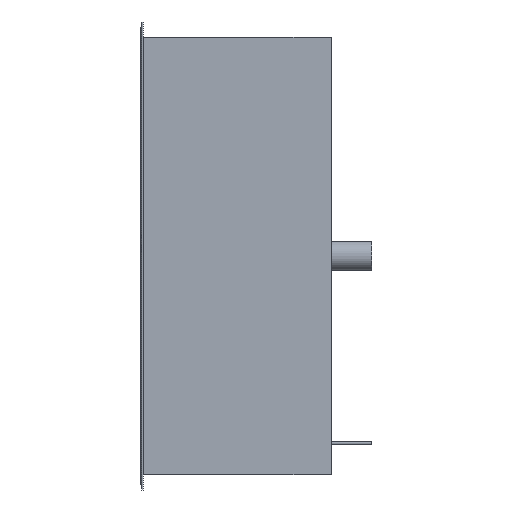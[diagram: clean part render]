
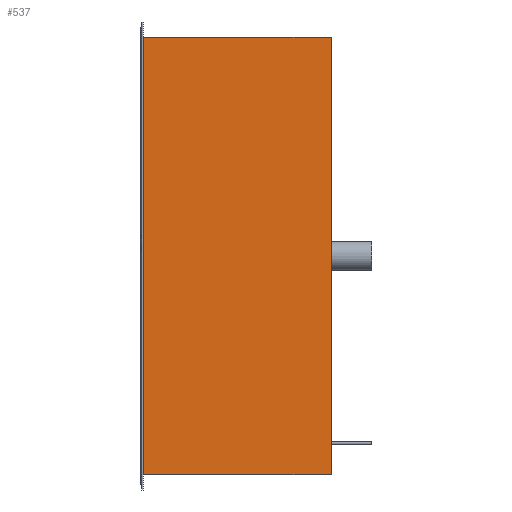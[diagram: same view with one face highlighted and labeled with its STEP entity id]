
A CAD part, left-side view. The second image highlights one B-rep face of the part: STEP entity #537.
In plain terms, the highlighted planar face has unit normal (-1, 0, 0).
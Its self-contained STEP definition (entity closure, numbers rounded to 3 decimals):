
#62=FACE_OUTER_BOUND('',#96,.T.);
#96=EDGE_LOOP('',(#457,#458,#459,#460));
#143=LINE('',#862,#202);
#155=LINE('',#889,#214);
#156=LINE('',#890,#215);
#157=LINE('',#891,#216);
#202=VECTOR('',#704,10.);
#214=VECTOR('',#736,10.);
#215=VECTOR('',#737,10.);
#216=VECTOR('',#738,10.);
#261=VERTEX_POINT('',#860);
#262=VERTEX_POINT('',#861);
#266=VERTEX_POINT('',#887);
#267=VERTEX_POINT('',#888);
#321=EDGE_CURVE('',#261,#262,#143,.T.);
#333=EDGE_CURVE('',#266,#267,#155,.T.);
#334=EDGE_CURVE('',#267,#262,#156,.T.);
#335=EDGE_CURVE('',#266,#261,#157,.T.);
#457=ORIENTED_EDGE('',*,*,#333,.T.);
#458=ORIENTED_EDGE('',*,*,#334,.T.);
#459=ORIENTED_EDGE('',*,*,#321,.F.);
#460=ORIENTED_EDGE('',*,*,#335,.F.);
#506=PLANE('',#600);
#537=ADVANCED_FACE('',(#62),#506,.T.);
#600=AXIS2_PLACEMENT_3D('',#886,#734,#735);
#704=DIRECTION('',(0.,0.,1.));
#734=DIRECTION('center_axis',(-1.,0.,0.));
#735=DIRECTION('ref_axis',(0.,0.,1.));
#736=DIRECTION('',(0.,0.,1.));
#737=DIRECTION('',(0.,1.,0.));
#738=DIRECTION('',(0.,1.,0.));
#860=CARTESIAN_POINT('',(-1008.5,256.2,-298.));
#861=CARTESIAN_POINT('',(-1008.5,256.2,298.));
#862=CARTESIAN_POINT('',(-1008.5,256.2,-298.));
#886=CARTESIAN_POINT('Origin',(-1008.5,0.,-298.));
#887=CARTESIAN_POINT('',(-1008.5,0.,-298.));
#888=CARTESIAN_POINT('',(-1008.5,0.,298.));
#889=CARTESIAN_POINT('',(-1008.5,0.,-298.));
#890=CARTESIAN_POINT('',(-1008.5,0.,298.));
#891=CARTESIAN_POINT('',(-1008.5,0.,-298.));
